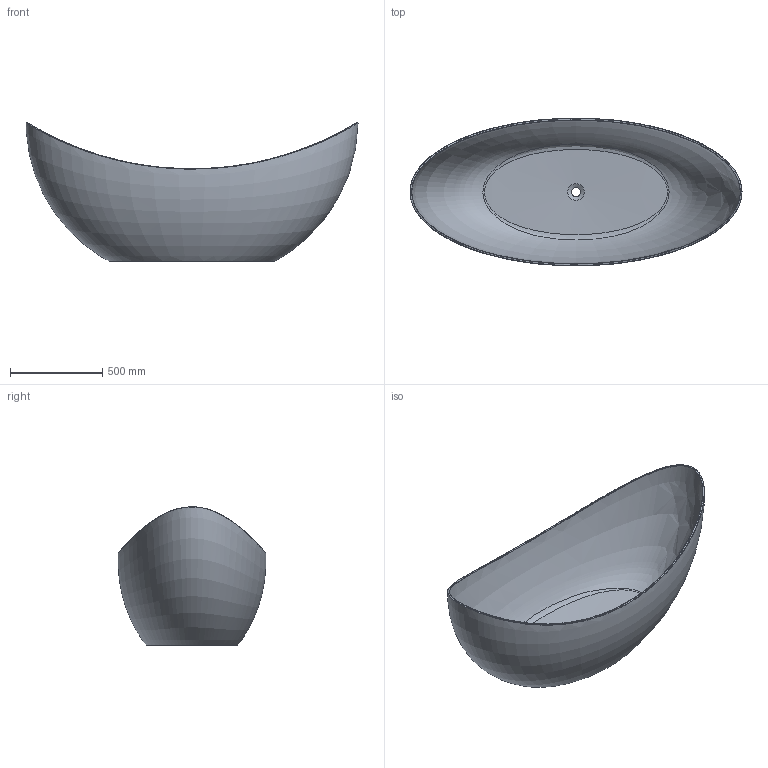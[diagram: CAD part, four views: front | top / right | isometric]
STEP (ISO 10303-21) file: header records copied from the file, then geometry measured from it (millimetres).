
FILE_DESCRIPTION(/* description */ (''),/* implementation_level */ '2;1');
FILE_NAME(/* name */ 'TW-8618T-1800.stp',/* time_stamp */ '2023-10-11T12:00:49+08:00',/* author */ (''),/* organization */ (''),/* preprocessor_version */ 'ST-DEVELOPER v16.7',/* originating_system */ 'SIEMENS PLM Software NX 12.0',/* authorisation */ '');
FILE_SCHEMA (('AUTOMOTIVE_DESIGN { 1 0 10303 214 3 1 1 1 }'));
Length unit declared in the file: millimetre
Products named in the file (1): Admi14B4E652cbbi
Bounding box: 1799.94 x 800.61 x 750 mm (x, y, z)
Volume: 105047502.6 mm3; surface area: 5161768.8 mm2
Topology: 1 solids, 1 shells, 12 faces, 26 edges, 16 vertices
Faces by surface type: bspline 7, plane 2, cone 2, cylinder 1
Full cylindrical faces by diameter (mm): 50 x1
Entity records: 9088 total; most frequent: CARTESIAN_POINT 8896, FACE_BOUND 24, EDGE_LOOP 24, ORIENTED_EDGE 24, DIRECTION 18, ADVANCED_FACE 12, VERTEX_POINT 12, EDGE_CURVE 12
